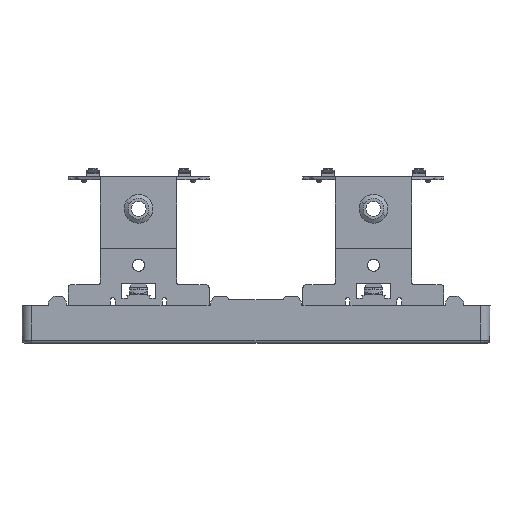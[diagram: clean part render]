
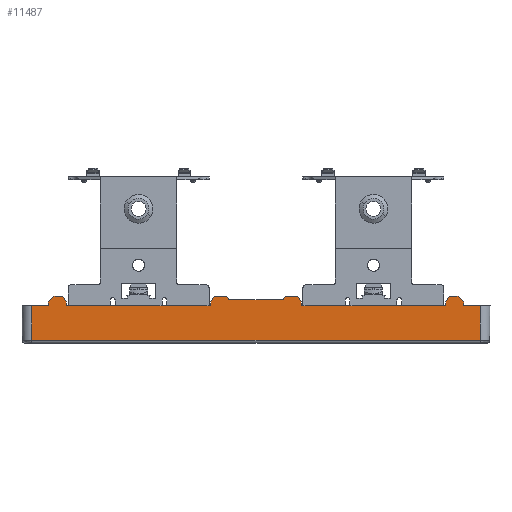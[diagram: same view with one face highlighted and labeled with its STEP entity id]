
A CAD part, left-side view. The second image highlights one B-rep face of the part: STEP entity #11487.
In plain terms, the highlighted face is planar.
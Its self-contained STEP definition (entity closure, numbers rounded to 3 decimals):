
#494=DIRECTION('',(0.,1.,0.));
#495=VECTOR('',#494,9.);
#496=CARTESIAN_POINT('',(-132.5,110.5,-10.));
#497=LINE('',#496,#495);
#930=DIRECTION('',(0.,1.,0.));
#931=VECTOR('',#930,9.);
#932=CARTESIAN_POINT('',(-132.5,-119.5,-10.));
#933=LINE('',#932,#931);
#3337=DIRECTION('',(0.008,-0.5,0.866));
#3338=VECTOR('',#3337,3.464);
#3339=CARTESIAN_POINT('',(-132.544,102.732,-15.));
#3340=LINE('',#3339,#3338);
#3341=DIRECTION('',(-0.006,-0.707,-0.707));
#3342=VECTOR('',#3341,4.243);
#3343=CARTESIAN_POINT('',(-132.517,110.5,-12.));
#3344=LINE('',#3343,#3342);
#3345=DIRECTION('',(-0.009,0.009,-1.));
#3346=VECTOR('',#3345,18.514);
#3347=CARTESIAN_POINT('',(-132.338,119.339,8.513));
#3348=LINE('',#3347,#3346);
#3349=DIRECTION('',(0.009,0.009,1.));
#3350=VECTOR('',#3349,18.514);
#3351=CARTESIAN_POINT('',(-132.5,-119.5,-10.));
#3352=LINE('',#3351,#3350);
#3353=DIRECTION('',(0.006,-0.707,0.707));
#3354=VECTOR('',#3353,4.243);
#3355=CARTESIAN_POINT('',(-132.544,-107.5,-15.));
#3356=LINE('',#3355,#3354);
#3357=DIRECTION('',(-0.008,-0.5,-0.866));
#3358=VECTOR('',#3357,3.464);
#3359=CARTESIAN_POINT('',(-132.517,-101.,-12.));
#3360=LINE('',#3359,#3358);
#3361=DIRECTION('',(0.008,-0.5,0.866));
#3362=VECTOR('',#3361,3.464);
#3363=CARTESIAN_POINT('',(-132.544,-22.268,-15.));
#3364=LINE('',#3363,#3362);
#3365=DIRECTION('',(-0.008,-0.5,-0.866));
#3366=VECTOR('',#3365,2.309);
#3367=CARTESIAN_POINT('',(-132.526,-14.5,-13.));
#3368=LINE('',#3367,#3366);
#3369=DIRECTION('',(0.,-1.,0.));
#3370=VECTOR('',#3369,29.);
#3371=CARTESIAN_POINT('',(-132.526,14.5,-13.));
#3372=LINE('',#3371,#3370);
#3373=DIRECTION('',(-0.008,-0.5,-0.866));
#3374=VECTOR('',#3373,3.464);
#3375=CARTESIAN_POINT('',(-132.517,24.,-12.));
#3376=LINE('',#3375,#3374);
#3377=DIRECTION('',(0.,1.,0.));
#3378=VECTOR('',#3377,77.);
#3379=CARTESIAN_POINT('',(-132.5,24.,-10.));
#3380=LINE('',#3379,#3378);
#3553=DIRECTION('',(0.009,0.,1.));
#3554=VECTOR('',#3553,2.);
#3555=CARTESIAN_POINT('',(-132.517,24.,-12.));
#3556=LINE('',#3555,#3554);
#3573=DIRECTION('',(0.,1.,0.));
#3574=VECTOR('',#3573,6.613);
#3575=CARTESIAN_POINT('',(-132.544,15.655,-15.));
#3576=LINE('',#3575,#3574);
#3577=DIRECTION('',(-0.008,0.5,-0.866));
#3578=VECTOR('',#3577,2.309);
#3579=CARTESIAN_POINT('',(-132.526,14.5,-13.));
#3580=LINE('',#3579,#3578);
#3601=DIRECTION('',(0.,1.,0.));
#3602=VECTOR('',#3601,6.613);
#3603=CARTESIAN_POINT('',(-132.544,-22.268,-15.));
#3604=LINE('',#3603,#3602);
#3625=DIRECTION('',(-0.009,0.,-1.));
#3626=VECTOR('',#3625,2.);
#3627=CARTESIAN_POINT('',(-132.5,-24.,-10.));
#3628=LINE('',#3627,#3626);
#3634=DIRECTION('',(0.,1.,0.));
#3635=VECTOR('',#3634,77.);
#3636=CARTESIAN_POINT('',(-132.5,-101.,-10.));
#3637=LINE('',#3636,#3635);
#3804=DIRECTION('',(0.009,0.,1.));
#3805=VECTOR('',#3804,2.);
#3806=CARTESIAN_POINT('',(-132.517,-101.,-12.));
#3807=LINE('',#3806,#3805);
#3820=DIRECTION('',(0.,1.,0.));
#3821=VECTOR('',#3820,4.768);
#3822=CARTESIAN_POINT('',(-132.544,-107.5,-15.));
#3823=LINE('',#3822,#3821);
#3840=DIRECTION('',(-0.009,0.,-1.));
#3841=VECTOR('',#3840,2.);
#3842=CARTESIAN_POINT('',(-132.5,-110.5,-10.));
#3843=LINE('',#3842,#3841);
#4778=DIRECTION('',(0.009,0.,1.));
#4779=VECTOR('',#4778,2.);
#4780=CARTESIAN_POINT('',(-132.517,110.5,-12.));
#4781=LINE('',#4780,#4779);
#4794=DIRECTION('',(0.,1.,0.));
#4795=VECTOR('',#4794,4.768);
#4796=CARTESIAN_POINT('',(-132.544,102.732,-15.));
#4797=LINE('',#4796,#4795);
#4814=DIRECTION('',(-0.009,0.,-1.));
#4815=VECTOR('',#4814,2.);
#4816=CARTESIAN_POINT('',(-132.5,101.,-10.));
#4817=LINE('',#4816,#4815);
#5666=DIRECTION('',(0.,-1.,0.));
#5667=VECTOR('',#5666,238.677);
#5668=CARTESIAN_POINT('',(-132.338,119.339,8.513));
#5669=LINE('',#5668,#5667);
#6143=CARTESIAN_POINT('',(-132.338,119.339,8.513));
#6144=CARTESIAN_POINT('',(-132.338,-119.339,
8.513));
#6145=VERTEX_POINT('',#6143);
#6146=VERTEX_POINT('',#6144);
#6147=CARTESIAN_POINT('',(-132.5,119.5,
-10.));
#6148=VERTEX_POINT('',#6147);
#6149=CARTESIAN_POINT('',(-132.5,-119.5,-10.));
#6150=VERTEX_POINT('',#6149);
#6336=CARTESIAN_POINT('',(-132.5,-110.5,-10.));
#6337=VERTEX_POINT('',#6336);
#6338=CARTESIAN_POINT('',(-132.544,-107.5,-15.));
#6339=CARTESIAN_POINT('',(-132.517,-110.5,-12.));
#6340=VERTEX_POINT('',#6338);
#6341=VERTEX_POINT('',#6339);
#6342=CARTESIAN_POINT('',(-132.517,-101.,-12.));
#6343=CARTESIAN_POINT('',(-132.5,-101.,-10.));
#6344=VERTEX_POINT('',#6342);
#6345=VERTEX_POINT('',#6343);
#6346=CARTESIAN_POINT('',(-132.544,-102.732,-15.));
#6347=VERTEX_POINT('',#6346);
#6348=CARTESIAN_POINT('',(-132.526,-14.5,-13.));
#6349=CARTESIAN_POINT('',(-132.544,-15.655,-15.));
#6350=VERTEX_POINT('',#6348);
#6351=VERTEX_POINT('',#6349);
#6352=CARTESIAN_POINT('',(-132.544,-22.268,-15.));
#6353=VERTEX_POINT('',#6352);
#6354=CARTESIAN_POINT('',(-132.526,14.5,-13.));
#6355=VERTEX_POINT('',#6354);
#6356=CARTESIAN_POINT('',(-132.517,-24.,-12.));
#6357=VERTEX_POINT('',#6356);
#6358=CARTESIAN_POINT('',(-132.5,-24.,-10.));
#6359=VERTEX_POINT('',#6358);
#6360=CARTESIAN_POINT('',(-132.517,24.,-12.));
#6361=CARTESIAN_POINT('',(-132.5,24.,-10.));
#6362=VERTEX_POINT('',#6360);
#6363=VERTEX_POINT('',#6361);
#6364=CARTESIAN_POINT('',(-132.544,22.268,-15.));
#6365=VERTEX_POINT('',#6364);
#6366=CARTESIAN_POINT('',(-132.544,15.655,-15.));
#6367=VERTEX_POINT('',#6366);
#6368=CARTESIAN_POINT('',(-132.5,110.5,-10.));
#6369=VERTEX_POINT('',#6368);
#6370=CARTESIAN_POINT('',(-132.544,102.732,-15.));
#6371=CARTESIAN_POINT('',(-132.517,101.,-12.));
#6372=VERTEX_POINT('',#6370);
#6373=VERTEX_POINT('',#6371);
#6374=CARTESIAN_POINT('',(-132.5,101.,-10.));
#6375=VERTEX_POINT('',#6374);
#6376=CARTESIAN_POINT('',(-132.517,110.5,-12.));
#6377=VERTEX_POINT('',#6376);
#6378=CARTESIAN_POINT('',(-132.544,107.5,-15.));
#6379=VERTEX_POINT('',#6378);
#11431=CARTESIAN_POINT('',(-132.5,124.5,-10.));
#11432=DIRECTION('',(1.,0.,-0.009));
#11433=DIRECTION('',(0.,-1.,0.));
#11434=AXIS2_PLACEMENT_3D('',#11431,#11432,#11433);
#11435=PLANE('',#11434);
#11437=ORIENTED_EDGE('',*,*,#11436,.T.);
#11439=ORIENTED_EDGE('',*,*,#11438,.T.);
#11441=ORIENTED_EDGE('',*,*,#11440,.F.);
#11443=ORIENTED_EDGE('',*,*,#11442,.T.);
#11445=ORIENTED_EDGE('',*,*,#11444,.F.);
#11447=ORIENTED_EDGE('',*,*,#11446,.T.);
#11448=ORIENTED_EDGE('',*,*,#8180,.T.);
#11450=ORIENTED_EDGE('',*,*,#11449,.F.);
#11452=ORIENTED_EDGE('',*,*,#11451,.T.);
#11453=ORIENTED_EDGE('',*,*,#11426,.F.);
#11454=ORIENTED_EDGE('',*,*,#8684,.T.);
#11456=ORIENTED_EDGE('',*,*,#11455,.T.);
#11458=ORIENTED_EDGE('',*,*,#11457,.F.);
#11460=ORIENTED_EDGE('',*,*,#11459,.T.);
#11462=ORIENTED_EDGE('',*,*,#11461,.F.);
#11464=ORIENTED_EDGE('',*,*,#11463,.T.);
#11466=ORIENTED_EDGE('',*,*,#11465,.T.);
#11468=ORIENTED_EDGE('',*,*,#11467,.T.);
#11470=ORIENTED_EDGE('',*,*,#11469,.F.);
#11472=ORIENTED_EDGE('',*,*,#11471,.T.);
#11474=ORIENTED_EDGE('',*,*,#11473,.F.);
#11476=ORIENTED_EDGE('',*,*,#11475,.F.);
#11478=ORIENTED_EDGE('',*,*,#11477,.T.);
#11480=ORIENTED_EDGE('',*,*,#11479,.T.);
#11482=ORIENTED_EDGE('',*,*,#11481,.F.);
#11484=ORIENTED_EDGE('',*,*,#11483,.T.);
#11485=EDGE_LOOP('',(#11437,#11439,#11441,#11443,#11445,#11447,#11448,#11450,
#11452,#11453,#11454,#11456,#11458,#11460,#11462,#11464,#11466,#11468,#11470,
#11472,#11474,#11476,#11478,#11480,#11482,#11484));
#11486=FACE_OUTER_BOUND('',#11485,.F.);
#11487=ADVANCED_FACE('',(#11486),#11435,.F.);
#8180=EDGE_CURVE('',#6369,#6148,#497,.T.);
#8684=EDGE_CURVE('',#6150,#6337,#933,.T.);
#11426=EDGE_CURVE('',#6150,#6146,#3352,.T.);
#11436=EDGE_CURVE('',#6363,#6375,#3380,.T.);
#11438=EDGE_CURVE('',#6375,#6373,#4817,.T.);
#11440=EDGE_CURVE('',#6372,#6373,#3340,.T.);
#11442=EDGE_CURVE('',#6372,#6379,#4797,.T.);
#11444=EDGE_CURVE('',#6377,#6379,#3344,.T.);
#11446=EDGE_CURVE('',#6377,#6369,#4781,.T.);
#11449=EDGE_CURVE('',#6145,#6148,#3348,.T.);
#11451=EDGE_CURVE('',#6145,#6146,#5669,.T.);
#11455=EDGE_CURVE('',#6337,#6341,#3843,.T.);
#11457=EDGE_CURVE('',#6340,#6341,#3356,.T.);
#11459=EDGE_CURVE('',#6340,#6347,#3823,.T.);
#11461=EDGE_CURVE('',#6344,#6347,#3360,.T.);
#11463=EDGE_CURVE('',#6344,#6345,#3807,.T.);
#11465=EDGE_CURVE('',#6345,#6359,#3637,.T.);
#11467=EDGE_CURVE('',#6359,#6357,#3628,.T.);
#11469=EDGE_CURVE('',#6353,#6357,#3364,.T.);
#11471=EDGE_CURVE('',#6353,#6351,#3604,.T.);
#11473=EDGE_CURVE('',#6350,#6351,#3368,.T.);
#11475=EDGE_CURVE('',#6355,#6350,#3372,.T.);
#11477=EDGE_CURVE('',#6355,#6367,#3580,.T.);
#11479=EDGE_CURVE('',#6367,#6365,#3576,.T.);
#11481=EDGE_CURVE('',#6362,#6365,#3376,.T.);
#11483=EDGE_CURVE('',#6362,#6363,#3556,.T.);
